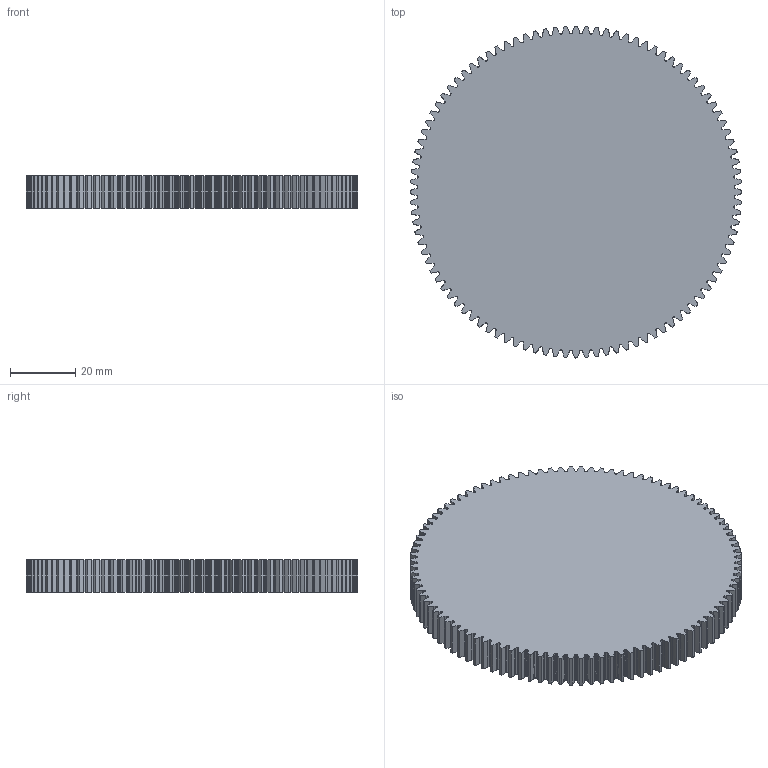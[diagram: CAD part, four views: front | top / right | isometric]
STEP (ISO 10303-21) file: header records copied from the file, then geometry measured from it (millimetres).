
FILE_DESCRIPTION(('FreeCAD Model'),'2;1');
FILE_NAME('Open CASCADE Shape Model','2025-06-25T08:32:33',('BT'),(''), 'Open CASCADE STEP processor 7.8','FreeCAD','Unknown');
FILE_SCHEMA(('AUTOMOTIVE_DESIGN { 1 0 10303 214 1 1 1 1 }'));
Length unit declared in the file: millimetre
Products named in the file (1): Pad
Bounding box: 102 x 102 x 10 mm (x, y, z)
Volume: 78352.8 mm3; surface area: 21829.4 mm2
Topology: 1 solids, 1 shells, 802 faces, 2400 edges, 1600 vertices
Faces by surface type: extrusion 400, cylinder 400, plane 2
Entity records: 29247 total; most frequent: CARTESIAN_POINT 8403, ORIENTED_EDGE 4800, DIRECTION 3606, EDGE_CURVE 2400, VERTEX_POINT 1600, AXIS2_PLACEMENT_3D 1203, VECTOR 1200, B_SPLINE_CURVE_WITH_KNOTS 1200
